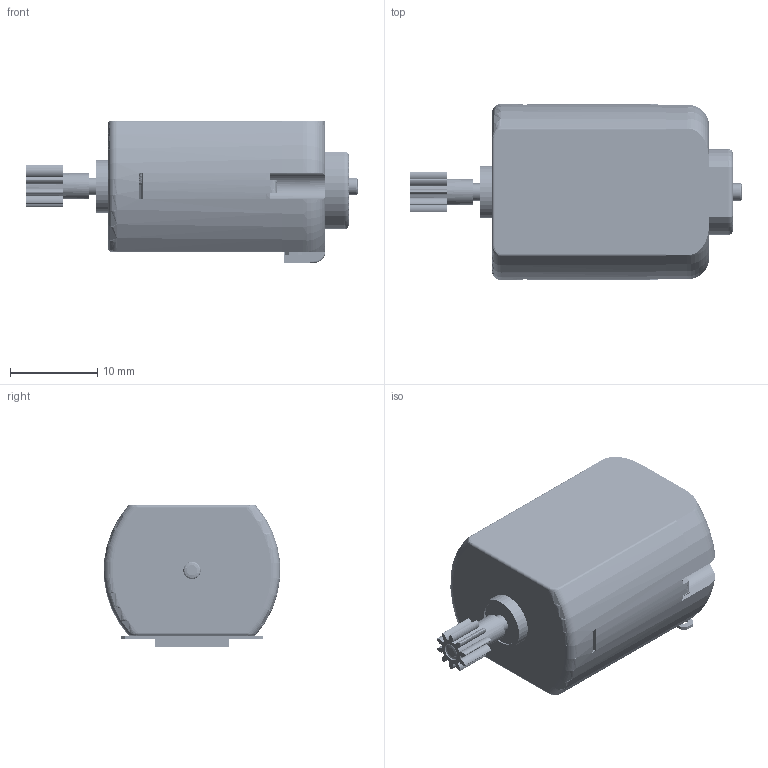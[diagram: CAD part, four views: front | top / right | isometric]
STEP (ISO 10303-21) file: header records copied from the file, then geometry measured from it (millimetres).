
FILE_DESCRIPTION(/* description */ (''),/* implementation_level */ '2;1');
FILE_NAME(/* name */ 'MiniBrushedMotor_v1.step',/* time_stamp */ '2021-12-11T14:12:33-07:00',/* author */ (''),/* organization */ (''),/* preprocessor_version */ 'ST-DEVELOPER v18.1',/* originating_system */ 'Autodesk Translation Framework v10.10.0.1391',/* authorisation */ '');
FILE_SCHEMA (('AUTOMOTIVE_DESIGN { 1 0 10303 214 3 1 1 }'));
Products named in the file (10): MiniBrushedMotor; CommutatorHousing; StatorHousing; Gear6; RotorMiniBrushed (1); RotorMiniBrushed; RotorRing; RotorRingBracket; Coil; Wires^RotorMiniBrushed
Assembly tree (30 placements, depth 3):
  MiniBrushedMotor
    CommutatorHousing
    StatorHousing
    Gear6
    RotorMiniBrushed (1)
      RotorMiniBrushed
      RotorRing  x17
      RotorRingBracket  x2
      Coil  x3
      Wires^RotorMiniBrushed  x3
Bounding box: 38 x 20.2 x 16.25 mm (x, y, z)
Volume: 3404.3 mm3; surface area: 13702.7 mm2
Topology: 500 solids, 500 shells, 7851 faces, 17266 edges, 9328 vertices
Faces by surface type: cylinder 3674, torus 2854, plane 873, bspline 246, sphere 204
Full cylindrical faces by diameter (mm): 0.1 x1803, 1.5 x1, 1.98 x4, 2 x3, 2.15 x1, 2.3 x1, 2.998 x1, 3 x1, 3.05 x1, 3.1 x1, 3.3 x1, 3.5 x1, 3.6 x1, 3.75 x1, 5.25 x2, 5.4 x3, 6.05 x2, 9.4 x1
Entity records: 61825 total; most frequent: CARTESIAN_POINT 12209, DIRECTION 11691, ORIENTED_EDGE 9452, AXIS2_PLACEMENT_3D 4918, EDGE_CURVE 4726, CIRCLE 2779, VERTEX_POINT 2672, EDGE_LOOP 2174
